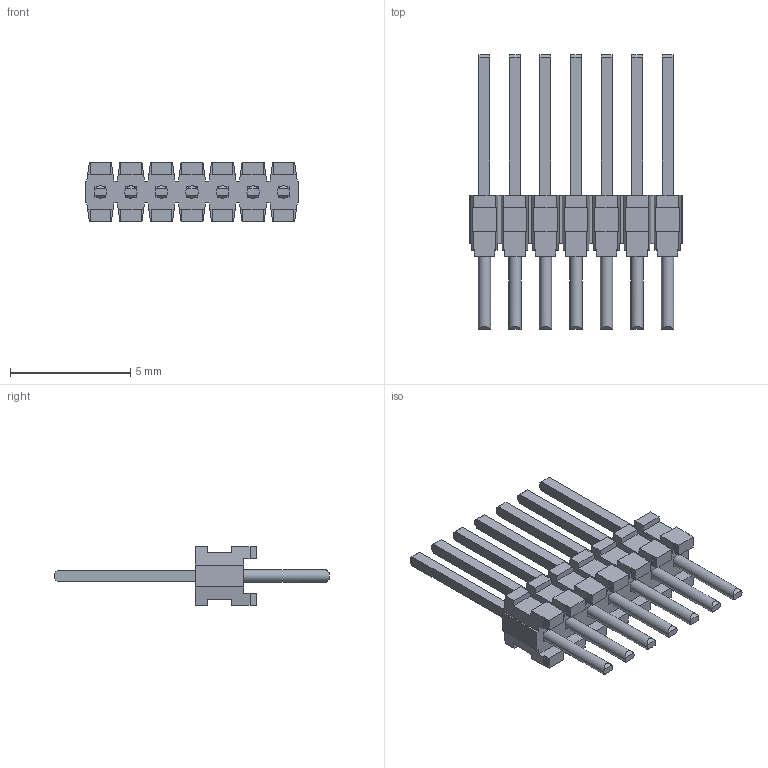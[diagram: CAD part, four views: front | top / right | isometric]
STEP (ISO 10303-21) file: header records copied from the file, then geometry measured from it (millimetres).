
FILE_DESCRIPTION(/* description */ ('STEP AP214'),/* implementation_level */ '2;1');
FILE_NAME(/* name */ 'TMS-107-01-L-S',/* time_stamp */ '2023-05-12T09:05:48+02:00',/* author */ ('License CC BY-ND 4.0'),/* organization */ ('CADENAS'),/* preprocessor_version */ 'ST-DEVELOPER v19.3',/* originating_system */ 'PARTsolutions',/* authorisation */ ' ');
FILE_SCHEMA (('AUTOMOTIVE_DESIGN {1 0 10303 214 3 1 1}'));
Length unit declared in the file: inch
Products named in the file (3): TMS-107-01-L-S; T-1M6-07-01-S; TMS-107-S_header
Assembly tree (2 placements, depth 2):
  TMS-107-01-L-S
    T-1M6-07-01-S
    TMS-107-S_header
Bounding box: 8.89 x 11.43 x 2.44 mm (x, y, z)
Volume: 54.5 mm3; surface area: 312.4 mm2
Topology: 2 solids, 2 shells, 315 faces, 911 edges, 606 vertices
Faces by surface type: plane 308, cylinder 7
Full cylindrical faces by diameter (mm): 0.508 x7
Entity records: 10176 total; most frequent: CARTESIAN_POINT 1814, ORIENTED_EDGE 1794, DIRECTION 1568, EDGE_CURVE 897, LINE 862, VECTOR 862, VERTEX_POINT 599, AXIS2_PLACEMENT_3D 353
